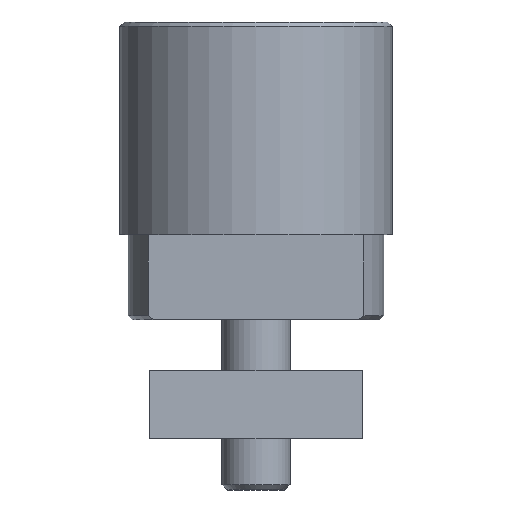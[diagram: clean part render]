
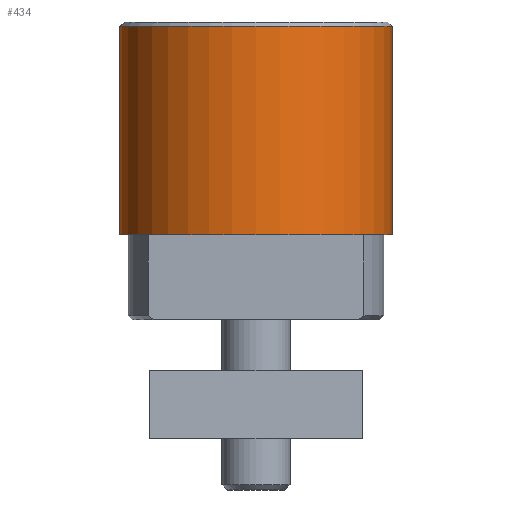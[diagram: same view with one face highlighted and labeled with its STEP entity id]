
A CAD part, front view. The second image highlights one B-rep face of the part: STEP entity #434.
In plain terms, the highlighted cylindrical face has radius 16 mm (diameter 32 mm), a partial arc.
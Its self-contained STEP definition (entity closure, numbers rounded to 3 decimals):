
#328=EDGE_CURVE('',#566,#688,#837,.T.);
#380=EDGE_CURVE('',#692,#490,#893,.T.);
#434=ADVANCED_FACE('',(#955),#956,.T.);
#484=EDGE_CURVE('',#566,#490,#1015,.T.);
#490=VERTEX_POINT('',#1021);
#494=EDGE_CURVE('',#688,#692,#1027,.T.);
#566=VERTEX_POINT('',#1104);
#688=VERTEX_POINT('',#1241);
#692=VERTEX_POINT('',#1245);
#837=LINE('',#1428,#1429);
#893=LINE('',#1504,#1505);
#955=FACE_OUTER_BOUND('',#1598,.T.);
#956=CYLINDRICAL_SURFACE('',#1599,16.0);
#1015=CIRCLE('',#1699,16.0);
#1021=CARTESIAN_POINT('',(16.0,0.,24.5));
#1027=CIRCLE('',#1715,16.0);
#1104=CARTESIAN_POINT('',(-16.0,0.,24.5));
#1241=CARTESIAN_POINT('',(-16.0,0.,0.));
#1245=CARTESIAN_POINT('',(16.0,0.,0.));
#1428=CARTESIAN_POINT('',(-16.0,0.,12.25));
#1429=VECTOR('',#2232,1.0);
#1504=CARTESIAN_POINT('',(16.0,0.,12.25));
#1505=VECTOR('',#2284,1.0);
#1598=EDGE_LOOP('',(#2366,#2367,#2368,#2369));
#1599=AXIS2_PLACEMENT_3D('',#2370,#2371,#2372);
#1699=AXIS2_PLACEMENT_3D('',#2451,#2452,#2453);
#1715=AXIS2_PLACEMENT_3D('',#2466,#2467,#2468);
#2232=DIRECTION('',(-0.0,-0.0,-1.0));
#2284=DIRECTION('',(0.0,0.0,1.0));
#2366=ORIENTED_EDGE('',*,*,#380,.T.);
#2367=ORIENTED_EDGE('',*,*,#484,.F.);
#2368=ORIENTED_EDGE('',*,*,#328,.T.);
#2369=ORIENTED_EDGE('',*,*,#494,.T.);
#2370=CARTESIAN_POINT('',(0.,0.,12.25));
#2371=DIRECTION('',(-0.0,0.0,-1.0));
#2372=DIRECTION('',(1.0,0.,0.0));
#2451=CARTESIAN_POINT('',(0.,0.,24.5));
#2452=DIRECTION('',(0.0,-0.0,1.0));
#2453=DIRECTION('',(1.0,0.,0.0));
#2466=CARTESIAN_POINT('',(0.,0.,0.));
#2467=DIRECTION('',(0.0,-0.0,1.0));
#2468=DIRECTION('',(1.0,0.,0.0));
